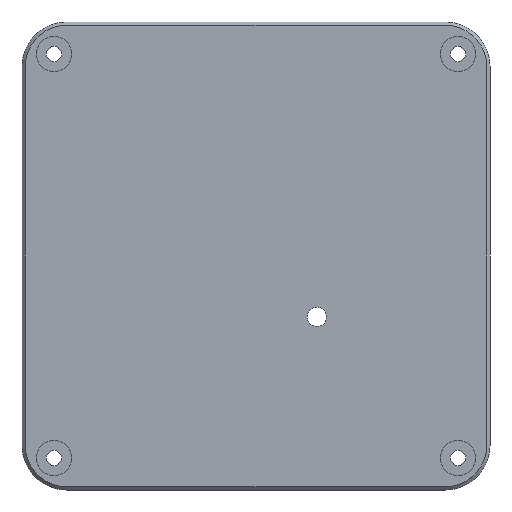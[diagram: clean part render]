
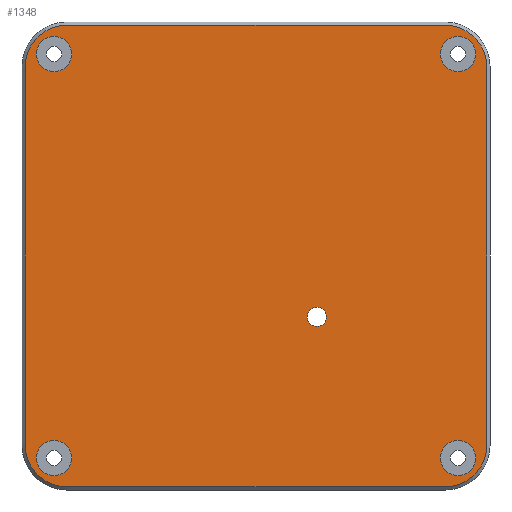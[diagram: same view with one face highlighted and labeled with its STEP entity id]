
A CAD part, front view. The second image highlights one B-rep face of the part: STEP entity #1348.
In plain terms, the highlighted planar face has unit normal (0, -1, 0).
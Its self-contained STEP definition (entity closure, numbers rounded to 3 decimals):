
#19=FACE_BOUND('',#190,.T.);
#20=FACE_BOUND('',#191,.T.);
#21=FACE_BOUND('',#192,.T.);
#22=FACE_BOUND('',#193,.T.);
#23=FACE_BOUND('',#194,.T.);
#57=PLANE('',#1456);
#111=FACE_OUTER_BOUND('',#189,.T.);
#189=EDGE_LOOP('',(#1023,#1024,#1025,#1026,#1027,#1028,#1029,#1030));
#190=EDGE_LOOP('',(#1031));
#191=EDGE_LOOP('',(#1032));
#192=EDGE_LOOP('',(#1033));
#193=EDGE_LOOP('',(#1034));
#194=EDGE_LOOP('',(#1035));
#292=LINE('',#2082,#415);
#297=LINE('',#2096,#420);
#301=LINE('',#2108,#424);
#305=LINE('',#2120,#428);
#415=VECTOR('',#1656,10.);
#420=VECTOR('',#1669,10.);
#424=VECTOR('',#1681,10.);
#428=VECTOR('',#1693,10.);
#518=CIRCLE('',#1432,1.5);
#521=CIRCLE('',#1437,6.5);
#523=CIRCLE('',#1441,6.5);
#525=CIRCLE('',#1445,6.5);
#527=CIRCLE('',#1449,6.5);
#530=CIRCLE('',#1457,2.75);
#531=CIRCLE('',#1458,2.75);
#532=CIRCLE('',#1459,2.75);
#533=CIRCLE('',#1460,2.75);
#608=VERTEX_POINT('',#2072);
#611=VERTEX_POINT('',#2079);
#612=VERTEX_POINT('',#2081);
#615=VERTEX_POINT('',#2089);
#617=VERTEX_POINT('',#2094);
#619=VERTEX_POINT('',#2101);
#621=VERTEX_POINT('',#2106);
#623=VERTEX_POINT('',#2113);
#625=VERTEX_POINT('',#2118);
#631=VERTEX_POINT('',#2144);
#632=VERTEX_POINT('',#2146);
#633=VERTEX_POINT('',#2148);
#634=VERTEX_POINT('',#2150);
#748=EDGE_CURVE('',#608,#608,#518,.T.);
#752=EDGE_CURVE('',#611,#612,#292,.T.);
#757=EDGE_CURVE('',#615,#611,#521,.T.);
#759=EDGE_CURVE('',#617,#615,#297,.T.);
#763=EDGE_CURVE('',#619,#617,#523,.T.);
#765=EDGE_CURVE('',#621,#619,#301,.T.);
#769=EDGE_CURVE('',#623,#621,#525,.T.);
#771=EDGE_CURVE('',#625,#623,#305,.T.);
#774=EDGE_CURVE('',#612,#625,#527,.T.);
#784=EDGE_CURVE('',#631,#631,#530,.T.);
#785=EDGE_CURVE('',#632,#632,#531,.T.);
#786=EDGE_CURVE('',#633,#633,#532,.T.);
#787=EDGE_CURVE('',#634,#634,#533,.T.);
#1023=ORIENTED_EDGE('',*,*,#752,.F.);
#1024=ORIENTED_EDGE('',*,*,#757,.F.);
#1025=ORIENTED_EDGE('',*,*,#759,.F.);
#1026=ORIENTED_EDGE('',*,*,#763,.F.);
#1027=ORIENTED_EDGE('',*,*,#765,.F.);
#1028=ORIENTED_EDGE('',*,*,#769,.F.);
#1029=ORIENTED_EDGE('',*,*,#771,.F.);
#1030=ORIENTED_EDGE('',*,*,#774,.F.);
#1031=ORIENTED_EDGE('',*,*,#748,.T.);
#1032=ORIENTED_EDGE('',*,*,#784,.T.);
#1033=ORIENTED_EDGE('',*,*,#785,.T.);
#1034=ORIENTED_EDGE('',*,*,#786,.T.);
#1035=ORIENTED_EDGE('',*,*,#787,.T.);
#1348=ADVANCED_FACE('',(#111,#19,#20,#21,#22,#23),#57,.F.);
#1432=AXIS2_PLACEMENT_3D('',#2073,#1648,#1649);
#1437=AXIS2_PLACEMENT_3D('',#2091,#1664,#1665);
#1441=AXIS2_PLACEMENT_3D('',#2103,#1676,#1677);
#1445=AXIS2_PLACEMENT_3D('',#2115,#1688,#1689);
#1449=AXIS2_PLACEMENT_3D('',#2124,#1699,#1700);
#1456=AXIS2_PLACEMENT_3D('',#2143,#1720,#1721);
#1457=AXIS2_PLACEMENT_3D('',#2145,#1722,#1723);
#1458=AXIS2_PLACEMENT_3D('',#2147,#1724,#1725);
#1459=AXIS2_PLACEMENT_3D('',#2149,#1726,#1727);
#1460=AXIS2_PLACEMENT_3D('',#2151,#1728,#1729);
#1648=DIRECTION('center_axis',(0.,1.,0.));
#1649=DIRECTION('ref_axis',(1.,0.,0.));
#1656=DIRECTION('',(0.,0.,-1.));
#1664=DIRECTION('center_axis',(0.,1.,0.));
#1665=DIRECTION('ref_axis',(0.707,0.,0.707));
#1669=DIRECTION('',(1.,0.,0.));
#1676=DIRECTION('center_axis',(0.,1.,0.));
#1677=DIRECTION('ref_axis',(-0.707,0.,0.707));
#1681=DIRECTION('',(0.,0.,1.));
#1688=DIRECTION('center_axis',(0.,1.,0.));
#1689=DIRECTION('ref_axis',(-0.707,0.,-0.707));
#1693=DIRECTION('',(-1.,0.,0.));
#1699=DIRECTION('center_axis',(0.,1.,0.));
#1700=DIRECTION('ref_axis',(0.707,0.,-0.707));
#1720=DIRECTION('center_axis',(0.,1.,0.));
#1721=DIRECTION('ref_axis',(1.,0.,0.));
#1722=DIRECTION('center_axis',(0.,1.,0.));
#1723=DIRECTION('ref_axis',(1.,0.,0.));
#1724=DIRECTION('center_axis',(0.,1.,0.));
#1725=DIRECTION('ref_axis',(1.,0.,0.));
#1726=DIRECTION('center_axis',(0.,1.,0.));
#1727=DIRECTION('ref_axis',(1.,0.,0.));
#1728=DIRECTION('center_axis',(0.,1.,0.));
#1729=DIRECTION('ref_axis',(1.,0.,0.));
#2072=CARTESIAN_POINT('',(36.6,-2.,19.05));
#2073=CARTESIAN_POINT('Origin',(38.1,-2.,19.05));
#2079=CARTESIAN_POINT('',(64.65,-2.,58.15));
#2081=CARTESIAN_POINT('',(64.65,-2.,-1.));
#2082=CARTESIAN_POINT('',(64.65,-2.,45.863));
#2089=CARTESIAN_POINT('',(58.15,-2.,64.65));
#2091=CARTESIAN_POINT('Origin',(58.15,-2.,58.15));
#2094=CARTESIAN_POINT('',(-1.,-2.,64.65));
#2096=CARTESIAN_POINT('',(11.288,-2.,64.65));
#2101=CARTESIAN_POINT('',(-7.5,-2.,58.15));
#2103=CARTESIAN_POINT('Origin',(-1.,-2.,58.15));
#2106=CARTESIAN_POINT('',(-7.5,-2.,-1.));
#2108=CARTESIAN_POINT('',(-7.5,-2.,11.288));
#2113=CARTESIAN_POINT('',(-1.,-2.,-7.5));
#2115=CARTESIAN_POINT('Origin',(-1.,-2.,-1.));
#2118=CARTESIAN_POINT('',(58.15,-2.,-7.5));
#2120=CARTESIAN_POINT('',(45.863,-2.,-7.5));
#2124=CARTESIAN_POINT('Origin',(58.15,-2.,-1.));
#2143=CARTESIAN_POINT('Origin',(28.575,-2.,28.575));
#2144=CARTESIAN_POINT('',(-5.75,-2.,-3.));
#2145=CARTESIAN_POINT('Origin',(-3.,-2.,-3.));
#2146=CARTESIAN_POINT('',(-5.75,-2.,60.15));
#2147=CARTESIAN_POINT('Origin',(-3.,-2.,60.15));
#2148=CARTESIAN_POINT('',(57.4,-2.,-3.));
#2149=CARTESIAN_POINT('Origin',(60.15,-2.,-3.));
#2150=CARTESIAN_POINT('',(57.4,-2.,60.15));
#2151=CARTESIAN_POINT('Origin',(60.15,-2.,60.15));
